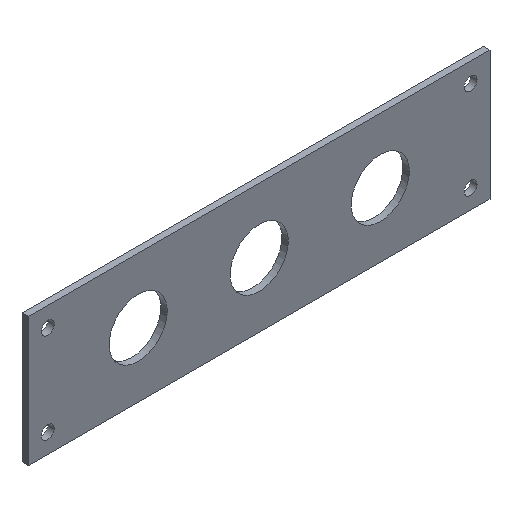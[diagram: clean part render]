
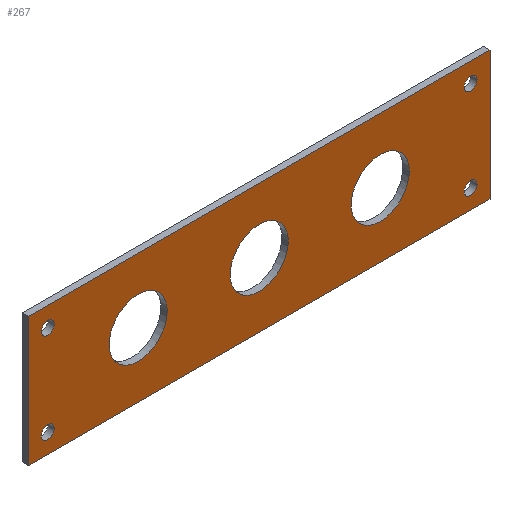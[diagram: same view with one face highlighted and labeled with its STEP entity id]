
A CAD part, isometric view. The second image highlights one B-rep face of the part: STEP entity #267.
In plain terms, the highlighted planar face has unit normal (0, -1, 0).
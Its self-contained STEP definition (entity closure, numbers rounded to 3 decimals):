
#22=FACE_BOUND('',#68,.T.);
#23=FACE_BOUND('',#69,.T.);
#24=FACE_BOUND('',#70,.T.);
#25=FACE_BOUND('',#71,.T.);
#26=FACE_BOUND('',#72,.T.);
#27=FACE_BOUND('',#73,.T.);
#28=FACE_BOUND('',#74,.T.);
#34=PLANE('',#308);
#47=FACE_OUTER_BOUND('',#67,.T.);
#67=EDGE_LOOP('',(#237,#238,#239,#240));
#68=EDGE_LOOP('',(#241));
#69=EDGE_LOOP('',(#242));
#70=EDGE_LOOP('',(#243));
#71=EDGE_LOOP('',(#244));
#72=EDGE_LOOP('',(#245));
#73=EDGE_LOOP('',(#246));
#74=EDGE_LOOP('',(#247));
#82=LINE('',#430,#101);
#86=LINE('',#438,#105);
#89=LINE('',#444,#108);
#92=LINE('',#449,#111);
#101=VECTOR('',#362,10.);
#105=VECTOR('',#368,10.);
#108=VECTOR('',#373,10.);
#111=VECTOR('',#378,10.);
#114=CIRCLE('',#284,2.);
#116=CIRCLE('',#287,2.);
#118=CIRCLE('',#290,2.);
#120=CIRCLE('',#293,9.);
#122=CIRCLE('',#296,2.);
#124=CIRCLE('',#299,9.);
#126=CIRCLE('',#302,9.);
#128=VERTEX_POINT('',#388);
#130=VERTEX_POINT('',#394);
#132=VERTEX_POINT('',#400);
#134=VERTEX_POINT('',#406);
#136=VERTEX_POINT('',#412);
#138=VERTEX_POINT('',#418);
#140=VERTEX_POINT('',#424);
#141=VERTEX_POINT('',#428);
#142=VERTEX_POINT('',#429);
#145=VERTEX_POINT('',#437);
#147=VERTEX_POINT('',#443);
#151=EDGE_CURVE('',#128,#128,#114,.T.);
#154=EDGE_CURVE('',#130,#130,#116,.T.);
#157=EDGE_CURVE('',#132,#132,#118,.T.);
#160=EDGE_CURVE('',#134,#134,#120,.T.);
#163=EDGE_CURVE('',#136,#136,#122,.T.);
#166=EDGE_CURVE('',#138,#138,#124,.T.);
#169=EDGE_CURVE('',#140,#140,#126,.T.);
#170=EDGE_CURVE('',#141,#142,#82,.T.);
#174=EDGE_CURVE('',#142,#145,#86,.T.);
#177=EDGE_CURVE('',#145,#147,#89,.T.);
#180=EDGE_CURVE('',#147,#141,#92,.T.);
#237=ORIENTED_EDGE('',*,*,#180,.T.);
#238=ORIENTED_EDGE('',*,*,#170,.T.);
#239=ORIENTED_EDGE('',*,*,#174,.T.);
#240=ORIENTED_EDGE('',*,*,#177,.T.);
#241=ORIENTED_EDGE('',*,*,#169,.F.);
#242=ORIENTED_EDGE('',*,*,#166,.F.);
#243=ORIENTED_EDGE('',*,*,#163,.F.);
#244=ORIENTED_EDGE('',*,*,#160,.F.);
#245=ORIENTED_EDGE('',*,*,#157,.F.);
#246=ORIENTED_EDGE('',*,*,#154,.F.);
#247=ORIENTED_EDGE('',*,*,#151,.F.);
#267=ADVANCED_FACE('',(#47,#22,#23,#24,#25,#26,#27,#28),#34,.F.);
#284=AXIS2_PLACEMENT_3D('',#390,#316,#317);
#287=AXIS2_PLACEMENT_3D('',#396,#323,#324);
#290=AXIS2_PLACEMENT_3D('',#402,#330,#331);
#293=AXIS2_PLACEMENT_3D('',#408,#337,#338);
#296=AXIS2_PLACEMENT_3D('',#414,#344,#345);
#299=AXIS2_PLACEMENT_3D('',#420,#351,#352);
#302=AXIS2_PLACEMENT_3D('',#426,#358,#359);
#308=AXIS2_PLACEMENT_3D('',#452,#382,#383);
#316=DIRECTION('center_axis',(0.,-1.,0.));
#317=DIRECTION('ref_axis',(1.,0.,0.));
#323=DIRECTION('center_axis',(0.,-1.,0.));
#324=DIRECTION('ref_axis',(1.,0.,0.));
#330=DIRECTION('center_axis',(0.,-1.,0.));
#331=DIRECTION('ref_axis',(1.,0.,0.));
#337=DIRECTION('center_axis',(0.,-1.,0.));
#338=DIRECTION('ref_axis',(1.,0.,0.));
#344=DIRECTION('center_axis',(0.,-1.,0.));
#345=DIRECTION('ref_axis',(1.,0.,0.));
#351=DIRECTION('center_axis',(0.,-1.,0.));
#352=DIRECTION('ref_axis',(1.,0.,0.));
#358=DIRECTION('center_axis',(0.,-1.,0.));
#359=DIRECTION('ref_axis',(1.,0.,0.));
#362=DIRECTION('',(0.,0.,-1.));
#368=DIRECTION('',(1.,0.,0.));
#373=DIRECTION('',(0.,0.,1.));
#378=DIRECTION('',(-1.,0.,0.));
#382=DIRECTION('center_axis',(0.,1.,0.));
#383=DIRECTION('ref_axis',(1.,0.,0.));
#388=CARTESIAN_POINT('',(-67.5,0.,34.));
#390=CARTESIAN_POINT('Origin',(-65.5,0.,34.));
#394=CARTESIAN_POINT('',(63.5,0.,34.));
#396=CARTESIAN_POINT('Origin',(65.5,0.,34.));
#400=CARTESIAN_POINT('',(63.5,0.,6.));
#402=CARTESIAN_POINT('Origin',(65.5,0.,6.));
#406=CARTESIAN_POINT('',(28.5,0.,20.));
#408=CARTESIAN_POINT('Origin',(37.5,0.,20.));
#412=CARTESIAN_POINT('',(-67.5,0.,6.));
#414=CARTESIAN_POINT('Origin',(-65.5,0.,6.));
#418=CARTESIAN_POINT('',(-9.,0.,20.));
#420=CARTESIAN_POINT('Origin',(0.,0.,20.));
#424=CARTESIAN_POINT('',(-46.5,0.,20.));
#426=CARTESIAN_POINT('Origin',(-37.5,0.,20.));
#428=CARTESIAN_POINT('',(-71.5,0.,40.));
#429=CARTESIAN_POINT('',(-71.5,0.,0.));
#430=CARTESIAN_POINT('',(-71.5,0.,40.));
#437=CARTESIAN_POINT('',(71.5,0.,0.));
#438=CARTESIAN_POINT('',(-71.5,0.,0.));
#443=CARTESIAN_POINT('',(71.5,0.,40.));
#444=CARTESIAN_POINT('',(71.5,0.,0.));
#449=CARTESIAN_POINT('',(71.5,0.,40.));
#452=CARTESIAN_POINT('Origin',(0.,0.,20.));
